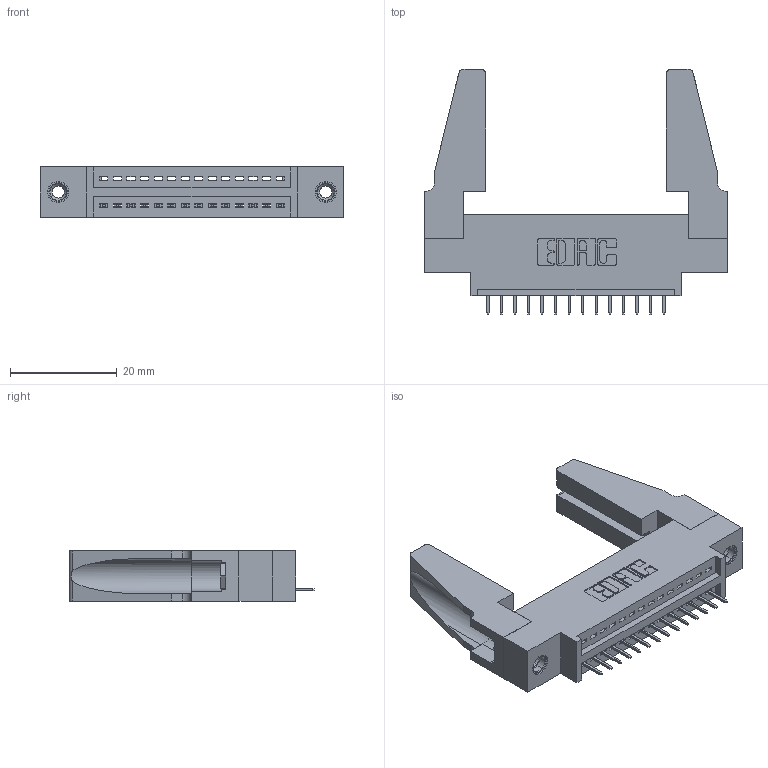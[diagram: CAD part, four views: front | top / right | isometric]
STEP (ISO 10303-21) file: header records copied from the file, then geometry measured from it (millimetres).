
FILE_DESCRIPTION (( 'STEP AP203' ), '1' );
FILE_NAME ('395-014-525-688.STEP', '2020-09-23T08:41:19', ( '' ), ( '' ), 'SwSTEP 2.0', 'SolidWorks 2020', '' );
FILE_SCHEMA (( 'CONFIG_CONTROL_DESIGN' ));
Length unit declared in the file: inch
Products named in the file (5): 345 Part_0.170 Offset - 0.156 Dia-TH; 345-292-001_345-293-125; 395-014-525-688; 345-250-001_345-250-001-102; 345-220-078_345-220-088
Assembly tree (19 placements, depth 2):
  395-014-525-688
    345 Part_0.170 Offset - 0.156 Dia-TH
    345-292-001_345-293-125  x14
    345-250-001_345-250-001-102  x2
    345-220-078_345-220-088  x2
Bounding box: 56.79 x 45.9 x 9.4 mm (x, y, z)
Volume: 8247 mm3; surface area: 9321.9 mm2
Topology: 19 solids, 19 shells, 1122 faces, 3187 edges, 2058 vertices
Faces by surface type: plane 800, cylinder 306, cone 12, torus 4
Entity records: 16660 total; most frequent: CARTESIAN_POINT 2876, ORIENTED_EDGE 2784, DIRECTION 2560, EDGE_CURVE 1392, VECTOR 1166, LINE 1166, VERTEX_POINT 918, AXIS2_PLACEMENT_3D 697
